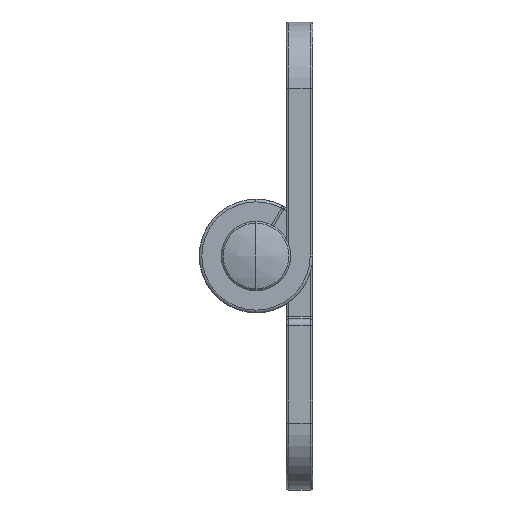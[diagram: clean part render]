
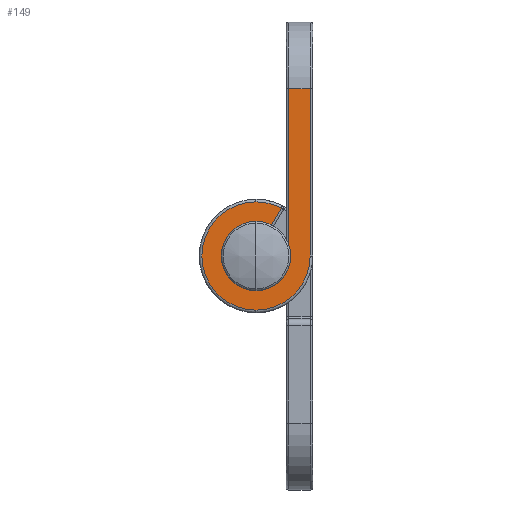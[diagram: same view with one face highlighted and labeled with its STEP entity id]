
A CAD part, left-side view. The second image highlights one B-rep face of the part: STEP entity #149.
In plain terms, the highlighted face is planar.
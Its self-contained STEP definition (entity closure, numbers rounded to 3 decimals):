
#138 = VERTEX_POINT ( 'NONE', #1560 ) ;
#146 = EDGE_CURVE ( 'NONE', #154, #138, #1605, .T. ) ;
#148 = EDGE_CURVE ( 'NONE', #550, #389, #1603, .T. ) ;
#149 = ADVANCED_FACE ( 'NONE', ( #1595 ), #1609, .T. ) ;
#153 = VERTEX_POINT ( 'NONE', #1600 ) ;
#154 = VERTEX_POINT ( 'NONE', #1584 ) ;
#157 = ORIENTED_EDGE ( 'NONE', *, *, #146, .T. ) ;
#158 = ORIENTED_EDGE ( 'NONE', *, *, #199, .T. ) ;
#160 = ORIENTED_EDGE ( 'NONE', *, *, #148, .T. ) ;
#161 = EDGE_LOOP ( 'NONE', ( #157, #195, #180, #164, #175, #160, #183, #182, #198, #158 ) ) ;
#164 = ORIENTED_EDGE ( 'NONE', *, *, #530, .T. ) ;
#167 = EDGE_CURVE ( 'NONE', #138, #153, #1591, .T. ) ;
#174 = VERTEX_POINT ( 'NONE', #1626 ) ;
#175 = ORIENTED_EDGE ( 'NONE', *, *, #584, .T. ) ;
#180 = ORIENTED_EDGE ( 'NONE', *, *, #194, .T. ) ;
#182 = ORIENTED_EDGE ( 'NONE', *, *, #1320, .T. ) ;
#183 = ORIENTED_EDGE ( 'NONE', *, *, #374, .T. ) ;
#184 = EDGE_CURVE ( 'NONE', #1326, #174, #1616, .T. ) ;
#194 = EDGE_CURVE ( 'NONE', #153, #592, #1675, .T. ) ;
#195 = ORIENTED_EDGE ( 'NONE', *, *, #167, .T. ) ;
#198 = ORIENTED_EDGE ( 'NONE', *, *, #184, .T. ) ;
#199 = EDGE_CURVE ( 'NONE', #174, #154, #1664, .T. ) ;
#374 = EDGE_CURVE ( 'NONE', #389, #1325, #2011, .T. ) ;
#389 = VERTEX_POINT ( 'NONE', #2025 ) ;
#530 = EDGE_CURVE ( 'NONE', #592, #593, #2359, .T. ) ;
#550 = VERTEX_POINT ( 'NONE', #2376 ) ;
#584 = EDGE_CURVE ( 'NONE', #593, #550, #2478, .T. ) ;
#592 = VERTEX_POINT ( 'NONE', #2466 ) ;
#593 = VERTEX_POINT ( 'NONE', #2480 ) ;
#1320 = EDGE_CURVE ( 'NONE', #1325, #1326, #3643, .T. ) ;
#1325 = VERTEX_POINT ( 'NONE', #3682 ) ;
#1326 = VERTEX_POINT ( 'NONE', #3614 ) ;
#1560 = CARTESIAN_POINT ( 'NONE',  ( 37., -2.45, -12.5 ) ) ;
#1584 = CARTESIAN_POINT ( 'NONE',  ( 37., -4.05, -12.5 ) ) ;
#1585 = DIRECTION ( 'NONE',  ( 0., 0., -1. ) ) ;
#1586 = DIRECTION ( 'NONE',  ( 1., 0., 0. ) ) ;
#1587 = CARTESIAN_POINT ( 'NONE',  ( 37., 0., 0. ) ) ;
#1590 = CARTESIAN_POINT ( 'NONE',  ( 37., -2.45, 0. ) ) ;
#1591 = LINE ( 'NONE', #1590, #1642 ) ;
#1592 = DIRECTION ( 'NONE',  ( 0., -0.511, -0.86 ) ) ;
#1593 = VECTOR ( 'NONE', #1592, 1000. ) ;
#1594 = CARTESIAN_POINT ( 'NONE',  ( 37., 0.172, -0.102 ) ) ;
#1595 = FACE_OUTER_BOUND ( 'NONE', #161, .T. ) ;
#1596 = AXIS2_PLACEMENT_3D ( 'NONE', #1587, #1586, #1585 ) ;
#1600 = CARTESIAN_POINT ( 'NONE',  ( 37., -2.45, 0. ) ) ;
#1601 = DIRECTION ( 'NONE',  ( 0., 1., 0. ) ) ;
#1602 = VECTOR ( 'NONE', #1601, 1000. ) ;
#1603 = LINE ( 'NONE', #1594, #1593 ) ;
#1604 = CARTESIAN_POINT ( 'NONE',  ( 37., 0., -12.5 ) ) ;
#1605 = LINE ( 'NONE', #1604, #1602 ) ;
#1609 = PLANE ( 'NONE',  #1596 ) ;
#1616 = CIRCLE ( 'NONE', #1617, 4.05 ) ;
#1617 = AXIS2_PLACEMENT_3D ( 'NONE', #1674, #1673, #1672 ) ;
#1626 = CARTESIAN_POINT ( 'NONE',  ( 37., -4.05, 0. ) ) ;
#1641 = DIRECTION ( 'NONE',  ( 0., 0., 1. ) ) ;
#1642 = VECTOR ( 'NONE', #1641, 1000. ) ;
#1647 = DIRECTION ( 'NONE',  ( 0., 0., -1. ) ) ;
#1648 = VECTOR ( 'NONE', #1647, 1000. ) ;
#1660 = DIRECTION ( 'NONE',  ( 0., 0., -1. ) ) ;
#1661 = DIRECTION ( 'NONE',  ( -1., 0., 0. ) ) ;
#1662 = CARTESIAN_POINT ( 'NONE',  ( 37., 0., 0. ) ) ;
#1663 = CARTESIAN_POINT ( 'NONE',  ( 37., -4.05, -12.5 ) ) ;
#1664 = LINE ( 'NONE', #1663, #1648 ) ;
#1672 = DIRECTION ( 'NONE',  ( 0., 0., -1. ) ) ;
#1673 = DIRECTION ( 'NONE',  ( 1., 0., 0. ) ) ;
#1674 = CARTESIAN_POINT ( 'NONE',  ( 37., 0., 0. ) ) ;
#1675 = CIRCLE ( 'NONE', #1678, 2.45 ) ;
#1678 = AXIS2_PLACEMENT_3D ( 'NONE', #1662, #1661, #1660 ) ;
#1999 = DIRECTION ( 'NONE',  ( 0., 0., -1. ) ) ;
#2000 = DIRECTION ( 'NONE',  ( 1., 0., 0. ) ) ;
#2001 = CARTESIAN_POINT ( 'NONE',  ( 37., 0., 0. ) ) ;
#2002 = AXIS2_PLACEMENT_3D ( 'NONE', #2001, #2000, #1999 ) ;
#2011 = CIRCLE ( 'NONE', #2002, 4.05 ) ;
#2025 = CARTESIAN_POINT ( 'NONE',  ( 37., -1.896, -3.579 ) ) ;
#2349 = DIRECTION ( 'NONE',  ( 0., 0., -1. ) ) ;
#2350 = DIRECTION ( 'NONE',  ( -1., 0., 0. ) ) ;
#2351 = CARTESIAN_POINT ( 'NONE',  ( 37., 0., 0. ) ) ;
#2352 = AXIS2_PLACEMENT_3D ( 'NONE', #2351, #2350, #2349 ) ;
#2359 = CIRCLE ( 'NONE', #2352, 2.45 ) ;
#2376 = CARTESIAN_POINT ( 'NONE',  ( 37., -1.076, -2.201 ) ) ;
#2466 = CARTESIAN_POINT ( 'NONE',  ( 37., 0., 2.45 ) ) ;
#2474 = DIRECTION ( 'NONE',  ( 0., 0., -1. ) ) ;
#2475 = DIRECTION ( 'NONE',  ( -1., 0., 0. ) ) ;
#2476 = CARTESIAN_POINT ( 'NONE',  ( 37., 0., 0. ) ) ;
#2477 = AXIS2_PLACEMENT_3D ( 'NONE', #2476, #2475, #2474 ) ;
#2478 = CIRCLE ( 'NONE', #2477, 2.45 ) ;
#2480 = CARTESIAN_POINT ( 'NONE',  ( 37., 0., -2.45 ) ) ;
#3614 = CARTESIAN_POINT ( 'NONE',  ( 37., 0., 4.05 ) ) ;
#3643 = CIRCLE ( 'NONE', #3693, 4.05 ) ;
#3682 = CARTESIAN_POINT ( 'NONE',  ( 37., 0., -4.05 ) ) ;
#3689 = DIRECTION ( 'NONE',  ( 0., 0., -1. ) ) ;
#3690 = DIRECTION ( 'NONE',  ( 1., 0., 0. ) ) ;
#3691 = CARTESIAN_POINT ( 'NONE',  ( 37., 0., 0. ) ) ;
#3693 = AXIS2_PLACEMENT_3D ( 'NONE', #3691, #3690, #3689 ) ;
